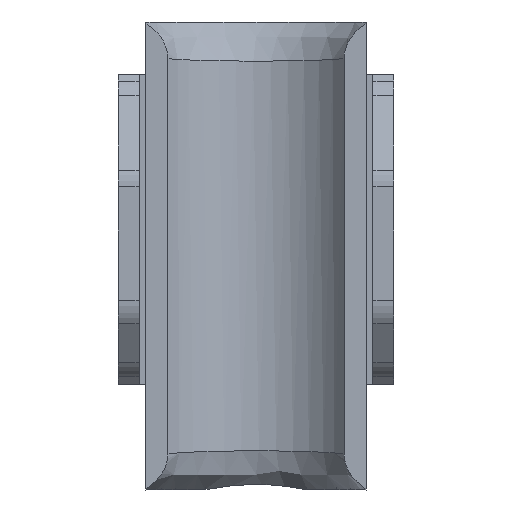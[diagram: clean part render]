
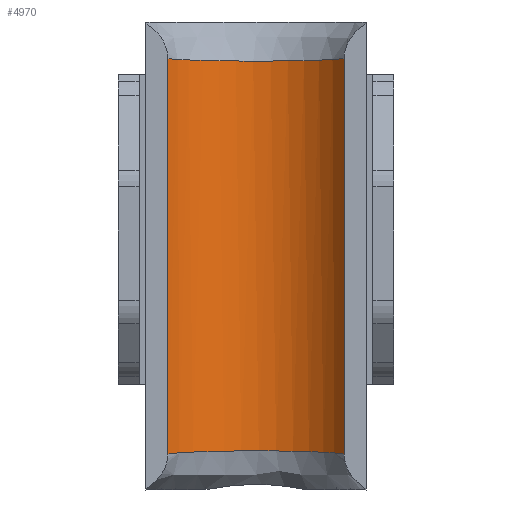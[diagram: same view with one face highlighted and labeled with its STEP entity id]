
A CAD part, front view. The second image highlights one B-rep face of the part: STEP entity #4970.
In plain terms, the highlighted cylindrical face has radius 8 mm (diameter 16 mm), a partial arc.
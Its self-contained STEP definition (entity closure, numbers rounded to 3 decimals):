
#10 = CARTESIAN_POINT ( 'NONE',  ( -4.892, -1.663, 14.262 ) ) ;
#223 = AXIS2_PLACEMENT_3D ( 'NONE', #4163, #2166, #2532 ) ;
#320 = CARTESIAN_POINT ( 'NONE',  ( 1.237, -0.072, -14.175 ) ) ;
#342 = CARTESIAN_POINT ( 'NONE',  ( -5.602, -2.256, -14.298 ) ) ;
#345 = CARTESIAN_POINT ( 'NONE',  ( -2.443, -0.376, 14.19 ) ) ;
#548 = LINE ( 'NONE', #983, #807 ) ;
#559 = EDGE_CURVE ( 'NONE', #1407, #2856, #548, .T. ) ;
#708 = CARTESIAN_POINT ( 'NONE',  ( -2.143, -0.286, -14.186 ) ) ;
#712 = CARTESIAN_POINT ( 'NONE',  ( -3.305, -0.708, 14.208 ) ) ;
#744 = CARTESIAN_POINT ( 'NONE',  ( -4.641, -1.477, 14.251 ) ) ;
#799 = ORIENTED_EDGE ( 'NONE', *, *, #2494, .T. ) ;
#807 = VECTOR ( 'NONE', #1032, 1000. ) ;
#822 = CARTESIAN_POINT ( 'NONE',  ( -6.4, -3.2, -14.363 ) ) ;
#953 = CYLINDRICAL_SURFACE ( 'NONE', #223, 8. ) ;
#983 = CARTESIAN_POINT ( 'NONE',  ( -6.4, -3.2, 17. ) ) ;
#1032 = DIRECTION ( 'NONE',  ( 0., 0., -1. ) ) ;
#1109 = CARTESIAN_POINT ( 'NONE',  ( -3.305, -0.708, -14.208 ) ) ;
#1136 = CARTESIAN_POINT ( 'NONE',  ( 3.855, -0.983, -14.223 ) ) ;
#1139 = CARTESIAN_POINT ( 'NONE',  ( -3.855, -0.983, 14.223 ) ) ;
#1162 = CARTESIAN_POINT ( 'NONE',  ( -3.855, -0.983, -14.223 ) ) ;
#1209 = CARTESIAN_POINT ( 'NONE',  ( -6.026, -2.702, -14.328 ) ) ;
#1316 = VECTOR ( 'NONE', #4358, 1000. ) ;
#1407 = VERTEX_POINT ( 'NONE', #2964 ) ;
#1516 = CARTESIAN_POINT ( 'NONE',  ( 0.624, 0., 14.172 ) ) ;
#1537 = CARTESIAN_POINT ( 'NONE',  ( -4.122, -1.137, -14.231 ) ) ;
#1596 = CARTESIAN_POINT ( 'NONE',  ( -1.237, -0.072, -14.175 ) ) ;
#1662 = CARTESIAN_POINT ( 'NONE',  ( 6.4, -3.2, 14.363 ) ) ;
#1939 = CARTESIAN_POINT ( 'NONE',  ( 5.602, -2.256, 14.298 ) ) ;
#1964 = CARTESIAN_POINT ( 'NONE',  ( 6.026, -2.702, 14.328 ) ) ;
#2166 = DIRECTION ( 'NONE',  ( 0., 0., -1. ) ) ;
#2238 = EDGE_LOOP ( 'NONE', ( #2261, #799, #3241, #4087 ) ) ;
#2261 = ORIENTED_EDGE ( 'NONE', *, *, #559, .T. ) ;
#2324 = CARTESIAN_POINT ( 'NONE',  ( 2.143, -0.286, -14.186 ) ) ;
#2353 = CARTESIAN_POINT ( 'NONE',  ( -6.026, -2.702, 14.328 ) ) ;
#2357 = VERTEX_POINT ( 'NONE', #3819 ) ;
#2398 = CARTESIAN_POINT ( 'NONE',  ( 4.892, -1.662, -14.262 ) ) ;
#2404 = CARTESIAN_POINT ( 'NONE',  ( -3.023, -0.587, 14.201 ) ) ;
#2430 = CARTESIAN_POINT ( 'NONE',  ( 3.023, -0.587, -14.201 ) ) ;
#2434 = CARTESIAN_POINT ( 'NONE',  ( 4.892, -1.662, 14.262 ) ) ;
#2494 = EDGE_CURVE ( 'NONE', #2856, #2357, #3964, .T. ) ;
#2532 = DIRECTION ( 'NONE',  ( -1., 0., 0. ) ) ;
#2597 = VERTEX_POINT ( 'NONE', #1662 ) ;
#2745 = CARTESIAN_POINT ( 'NONE',  ( 4.122, -1.137, -14.231 ) ) ;
#2751 = CARTESIAN_POINT ( 'NONE',  ( -4.122, -1.137, 14.231 ) ) ;
#2762 = CARTESIAN_POINT ( 'NONE',  ( 6.4, -3.2, 17. ) ) ;
#2800 = CARTESIAN_POINT ( 'NONE',  ( 5.602, -2.256, -14.298 ) ) ;
#2828 = CARTESIAN_POINT ( 'NONE',  ( 6.4, -3.2, 14.363 ) ) ;
#2856 = VERTEX_POINT ( 'NONE', #4104 ) ;
#2964 = CARTESIAN_POINT ( 'NONE',  ( -6.4, -3.2, 14.363 ) ) ;
#3153 = CARTESIAN_POINT ( 'NONE',  ( -2.443, -0.376, -14.19 ) ) ;
#3157 = CARTESIAN_POINT ( 'NONE',  ( 3.305, -0.708, 14.208 ) ) ;
#3203 = CARTESIAN_POINT ( 'NONE',  ( -0.624, 0., -14.172 ) ) ;
#3241 = ORIENTED_EDGE ( 'NONE', *, *, #4375, .F. ) ;
#3265 = LINE ( 'NONE', #2762, #1316 ) ;
#3542 = EDGE_CURVE ( 'NONE', #2597, #1407, #4496, .T. ) ;
#3552 = CARTESIAN_POINT ( 'NONE',  ( 3.855, -0.983, 14.223 ) ) ;
#3579 = CARTESIAN_POINT ( 'NONE',  ( -1.237, -0.072, 14.175 ) ) ;
#3599 = CARTESIAN_POINT ( 'NONE',  ( -4.641, -1.477, -14.251 ) ) ;
#3629 = CARTESIAN_POINT ( 'NONE',  ( 2.442, -0.376, 14.19 ) ) ;
#3656 = CARTESIAN_POINT ( 'NONE',  ( 4.122, -1.137, 14.231 ) ) ;
#3819 = CARTESIAN_POINT ( 'NONE',  ( 6.4, -3.2, -14.363 ) ) ;
#3964 = B_SPLINE_CURVE_WITH_KNOTS ( 'NONE', 3,
 ( #822, #1209, #342, #4698, #3599, #1537, #1162, #1109, #4319, #3153, #708, #1596, #3203, #5158, #320, #2324, #4418, #2430, #4723, #1136, #2745, #4347, #2398, #2800, #4780, #4010 ),
 .UNSPECIFIED., .F., .F.,
 ( 4, 2, 2, 2, 2, 2, 2, 2, 2, 2, 2, 2, 4 ),
 ( 0., 0.002, 0.003, 0.004, 0.005, 0.006, 0.007, 0.009, 0.01, 0.011, 0.012, 0.013, 0.015 ),
 .UNSPECIFIED. ) ;
#4010 = CARTESIAN_POINT ( 'NONE',  ( 6.4, -3.2, -14.363 ) ) ;
#4087 = ORIENTED_EDGE ( 'NONE', *, *, #3542, .T. ) ;
#4104 = CARTESIAN_POINT ( 'NONE',  ( -6.4, -3.2, -14.363 ) ) ;
#4163 = CARTESIAN_POINT ( 'NONE',  ( 0., -8., 17. ) ) ;
#4319 = CARTESIAN_POINT ( 'NONE',  ( -3.023, -0.587, -14.201 ) ) ;
#4323 = CARTESIAN_POINT ( 'NONE',  ( 3.023, -0.587, 14.201 ) ) ;
#4347 = CARTESIAN_POINT ( 'NONE',  ( 4.641, -1.476, -14.251 ) ) ;
#4358 = DIRECTION ( 'NONE',  ( 0., 0., -1. ) ) ;
#4372 = CARTESIAN_POINT ( 'NONE',  ( -0.624, 0., 14.172 ) ) ;
#4375 = EDGE_CURVE ( 'NONE', #2597, #2357, #3265, .T. ) ;
#4396 = CARTESIAN_POINT ( 'NONE',  ( -5.602, -2.256, 14.298 ) ) ;
#4418 = CARTESIAN_POINT ( 'NONE',  ( 2.442, -0.376, -14.19 ) ) ;
#4424 = CARTESIAN_POINT ( 'NONE',  ( 4.641, -1.476, 14.251 ) ) ;
#4496 = B_SPLINE_CURVE_WITH_KNOTS ( 'NONE', 3,
 ( #2828, #1964, #1939, #2434, #4424, #3656, #3552, #3157, #4323, #3629, #5134, #4729, #1516, #4372, #3579, #4702, #345, #2404, #712, #1139, #2751, #744, #10, #4396, #2353, #5161 ),
 .UNSPECIFIED., .F., .F.,
 ( 4, 2, 2, 2, 2, 2, 2, 2, 2, 2, 2, 2, 4 ),
 ( 0., 0.002, 0.003, 0.004, 0.005, 0.006, 0.007, 0.009, 0.01, 0.011, 0.012, 0.013, 0.015 ),
 .UNSPECIFIED. ) ;
#4698 = CARTESIAN_POINT ( 'NONE',  ( -4.892, -1.663, -14.262 ) ) ;
#4702 = CARTESIAN_POINT ( 'NONE',  ( -2.143, -0.286, 14.186 ) ) ;
#4723 = CARTESIAN_POINT ( 'NONE',  ( 3.305, -0.708, -14.208 ) ) ;
#4729 = CARTESIAN_POINT ( 'NONE',  ( 1.237, -0.072, 14.175 ) ) ;
#4780 = CARTESIAN_POINT ( 'NONE',  ( 6.026, -2.702, -14.328 ) ) ;
#4919 = FACE_OUTER_BOUND ( 'NONE', #2238, .T. ) ;
#4970 = ADVANCED_FACE ( 'NONE', ( #4919 ), #953, .F. ) ;
#5134 = CARTESIAN_POINT ( 'NONE',  ( 2.143, -0.286, 14.186 ) ) ;
#5158 = CARTESIAN_POINT ( 'NONE',  ( 0.624, 0., -14.172 ) ) ;
#5161 = CARTESIAN_POINT ( 'NONE',  ( -6.4, -3.2, 14.363 ) ) ;
